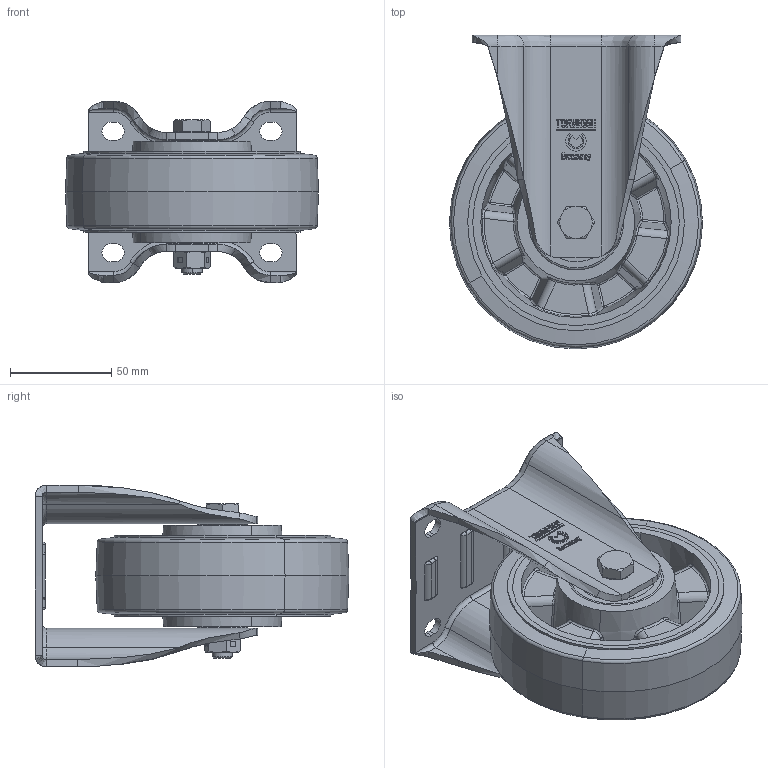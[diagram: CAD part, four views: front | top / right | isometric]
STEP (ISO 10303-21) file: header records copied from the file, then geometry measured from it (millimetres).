
FILE_DESCRIPTION (( 'STEP AP214' ), '1' );
FILE_NAME ('0020261_B-IM-EGA-125-K.STEP', '2017-05-30T10:16:30', ( '' ), ( '' ), 'SwSTEP 2.0', 'SolidWorks 2016', '' );
FILE_SCHEMA (( 'AUTOMOTIVE_DESIGN' ));
Length unit declared in the file: millimetre
Products named in the file (1): 0020261_B-IM-EGA-125-K
Bounding box: 125 x 155 x 89.74 mm (x, y, z)
Volume: 432229.4 mm3; surface area: 167715.5 mm2
Topology: 14 solids, 14 shells, 974 faces, 2290 edges, 1390 vertices
Faces by surface type: plane 377, cylinder 263, bspline 136, torus 78, sphere 60, cone 60
Entity records: 45347 total; most frequent: CARTESIAN_POINT 13427, ORIENTED_EDGE 4580, DIRECTION 4544, EDGE_CURVE 2290, AXIS2_PLACEMENT_3D 1717, VERTEX_POINT 1390, LINE 1110, VECTOR 1110
